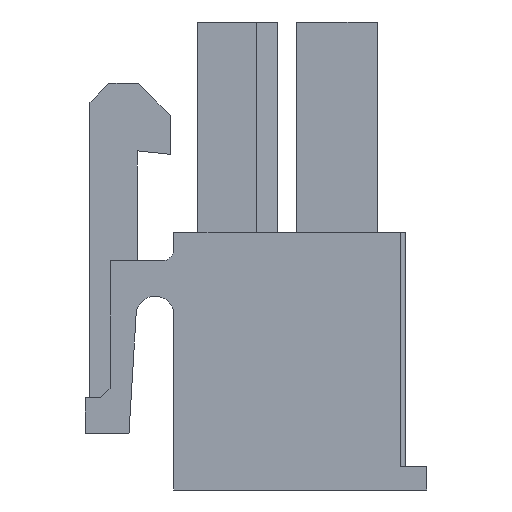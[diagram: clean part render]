
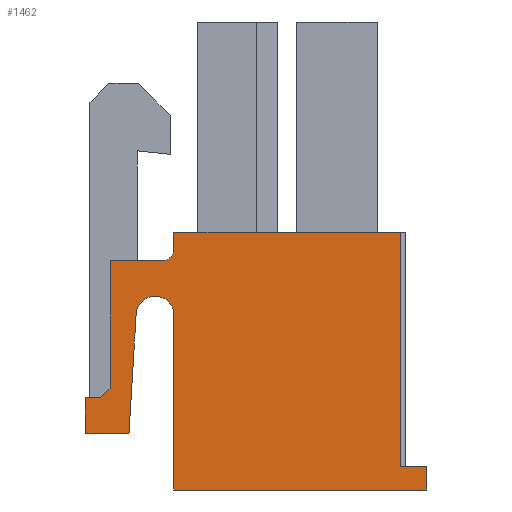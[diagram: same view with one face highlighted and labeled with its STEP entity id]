
A CAD part, left-side view. The second image highlights one B-rep face of the part: STEP entity #1462.
In plain terms, the highlighted planar face has unit normal (-1, 0, 0).
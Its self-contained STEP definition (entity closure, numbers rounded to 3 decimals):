
#6=DIRECTION('',(0.,0.,-1.));
#7=VECTOR('',#6,7.402);
#8=CARTESIAN_POINT('',(-2.7,4.8,7.402));
#9=LINE('3955',#8,#7);
#46=DIRECTION('',(0.,-0.06,0.998));
#47=VECTOR('',#46,5.059);
#48=CARTESIAN_POINT('',(-2.7,6.7,2.4));
#49=LINE('3827',#48,#47);
#50=DIRECTION('',(0.,-1.,0.));
#51=VECTOR('',#50,1.85);
#52=CARTESIAN_POINT('',(-2.7,8.55,2.4));
#53=LINE('3836',#52,#51);
#54=DIRECTION('',(0.,0.,-1.));
#55=VECTOR('',#54,1.5);
#56=CARTESIAN_POINT('',(-2.7,8.55,3.9));
#57=LINE('3820',#56,#55);
#58=DIRECTION('',(0.,0.707,-0.707));
#59=VECTOR('',#58,0.566);
#60=CARTESIAN_POINT('',(-2.7,7.5,4.3));
#61=LINE('3838',#60,#59);
#62=CARTESIAN_POINT('',(-2.7,5.3,10.2));
#63=DIRECTION('',(1.,0.,0.));
#64=DIRECTION('',(0.,-1.,0.));
#65=AXIS2_PLACEMENT_3D('',#62,#63,#64);
#67=DIRECTION('',(0.,0.,-1.));
#68=VECTOR('',#67,0.7);
#69=CARTESIAN_POINT('',(-2.7,4.8,10.9));
#70=LINE('3893',#69,#68);
#71=DIRECTION('',(0.,-1.,0.));
#72=VECTOR('',#71,9.6);
#73=CARTESIAN_POINT('',(-2.7,4.8,10.9));
#74=LINE('3886',#73,#72);
#75=DIRECTION('',(0.,-1.,0.));
#76=VECTOR('',#75,1.1);
#77=CARTESIAN_POINT('',(-2.7,-4.8,1.));
#78=LINE('3884',#77,#76);
#88=CARTESIAN_POINT('',(-2.7,5.598,7.402));
#89=DIRECTION('',(1.,0.,0.));
#90=DIRECTION('',(0.,0.998,0.06));
#91=AXIS2_PLACEMENT_3D('',#88,#89,#90);
#106=DIRECTION('',(0.,-1.,0.));
#107=VECTOR('',#106,2.2);
#108=CARTESIAN_POINT('',(-2.7,7.5,9.7));
#109=LINE('3835',#108,#107);
#118=DIRECTION('',(0.,0.,1.));
#119=VECTOR('',#118,5.4);
#120=CARTESIAN_POINT('',(-2.7,7.5,4.3));
#121=LINE('3839',#120,#119);
#130=DIRECTION('',(0.,-1.,0.));
#131=VECTOR('',#130,0.65);
#132=CARTESIAN_POINT('',(-2.7,8.55,3.9));
#133=LINE('3837',#132,#131);
#267=DIRECTION('',(0.,-1.,0.));
#268=VECTOR('',#267,10.7);
#269=CARTESIAN_POINT('',(-2.7,4.8,0.));
#270=LINE('3951',#269,#268);
#379=DIRECTION('',(0.,0.,-1.));
#380=VECTOR('',#379,1.);
#381=CARTESIAN_POINT('',(-2.7,-5.9,1.));
#382=LINE('3881',#381,#380);
#404=DIRECTION('',(0.,0.,-1.));
#405=VECTOR('',#404,9.9);
#406=CARTESIAN_POINT('',(-2.7,-4.8,10.9));
#407=LINE('3885',#406,#405);
#1214=CARTESIAN_POINT('',(-2.7,8.55,2.4));
#1216=VERTEX_POINT('',#1214);
#1219=CARTESIAN_POINT('',(-2.7,8.55,3.9));
#1220=VERTEX_POINT('',#1219);
#1231=CARTESIAN_POINT('',(-2.7,6.7,2.4));
#1232=VERTEX_POINT('',#1231);
#1233=CARTESIAN_POINT('',(-2.7,6.395,7.45));
#1234=VERTEX_POINT('',#1233);
#1241=CARTESIAN_POINT('',(-2.7,5.3,9.7));
#1242=VERTEX_POINT('',#1241);
#1244=CARTESIAN_POINT('',(-2.7,7.5,9.7));
#1246=VERTEX_POINT('',#1244);
#1247=CARTESIAN_POINT('',(-2.7,7.9,3.9));
#1248=VERTEX_POINT('',#1247);
#1249=CARTESIAN_POINT('',(-2.7,7.5,4.3));
#1250=VERTEX_POINT('',#1249);
#1295=CARTESIAN_POINT('',(-2.7,-5.9,1.));
#1296=CARTESIAN_POINT('',(-2.7,-5.9,0.));
#1297=VERTEX_POINT('',#1295);
#1298=VERTEX_POINT('',#1296);
#1299=CARTESIAN_POINT('',(-2.7,-4.8,1.));
#1300=VERTEX_POINT('',#1299);
#1301=CARTESIAN_POINT('',(-2.7,-4.8,10.9));
#1302=VERTEX_POINT('',#1301);
#1303=CARTESIAN_POINT('',(-2.7,4.8,10.9));
#1304=VERTEX_POINT('',#1303);
#1313=CARTESIAN_POINT('',(-2.7,4.8,10.2));
#1314=VERTEX_POINT('',#1313);
#1315=CARTESIAN_POINT('',(-2.7,4.8,7.402));
#1316=VERTEX_POINT('',#1315);
#1332=CARTESIAN_POINT('',(-2.7,4.8,0.));
#1334=VERTEX_POINT('',#1332);
#1426=CARTESIAN_POINT('',(-2.7,0.,23.7));
#1427=DIRECTION('',(1.,0.,0.));
#1428=DIRECTION('',(0.,0.,-1.));
#1429=AXIS2_PLACEMENT_3D('',#1426,#1427,#1428);
#1430=PLANE('3645',#1429);
#1431=ORIENTED_EDGE('3955',*,*,#1400,.F.);
#1433=ORIENTED_EDGE('3891',*,*,#1432,.F.);
#1435=ORIENTED_EDGE('3827',*,*,#1434,.F.);
#1437=ORIENTED_EDGE('3836',*,*,#1436,.F.);
#1439=ORIENTED_EDGE('3820',*,*,#1438,.F.);
#1441=ORIENTED_EDGE('3837',*,*,#1440,.T.);
#1443=ORIENTED_EDGE('3838',*,*,#1442,.F.);
#1445=ORIENTED_EDGE('3839',*,*,#1444,.T.);
#1447=ORIENTED_EDGE('3835',*,*,#1446,.T.);
#1449=ORIENTED_EDGE('3890',*,*,#1448,.F.);
#1450=ORIENTED_EDGE('3893',*,*,#1415,.F.);
#1451=ORIENTED_EDGE('3886',*,*,#1366,.T.);
#1453=ORIENTED_EDGE('3885',*,*,#1452,.T.);
#1455=ORIENTED_EDGE('3884',*,*,#1454,.T.);
#1457=ORIENTED_EDGE('3881',*,*,#1456,.T.);
#1459=ORIENTED_EDGE('3951',*,*,#1458,.F.);
#1460=EDGE_LOOP('3645',(#1431,#1433,#1435,#1437,#1439,#1441,#1443,#1445,#1447,
#1449,#1450,#1451,#1453,#1455,#1457,#1459));
#1461=FACE_OUTER_BOUND('3645',#1460,.F.);
#1462=ADVANCED_FACE('3645',(#1461),#1430,.F.);
#66=CIRCLE('3890',#65,0.5);
#92=CIRCLE('3891',#91,0.798);
#1366=EDGE_CURVE('3886',#1304,#1302,#74,.T.);
#1400=EDGE_CURVE('3955',#1316,#1334,#9,.T.);
#1415=EDGE_CURVE('3893',#1304,#1314,#70,.T.);
#1432=EDGE_CURVE('3891',#1234,#1316,#92,.T.);
#1434=EDGE_CURVE('3827',#1232,#1234,#49,.T.);
#1436=EDGE_CURVE('3836',#1216,#1232,#53,.T.);
#1438=EDGE_CURVE('3820',#1220,#1216,#57,.T.);
#1440=EDGE_CURVE('3837',#1220,#1248,#133,.T.);
#1442=EDGE_CURVE('3838',#1250,#1248,#61,.T.);
#1444=EDGE_CURVE('3839',#1250,#1246,#121,.T.);
#1446=EDGE_CURVE('3835',#1246,#1242,#109,.T.);
#1448=EDGE_CURVE('3890',#1314,#1242,#66,.T.);
#1452=EDGE_CURVE('3885',#1302,#1300,#407,.T.);
#1454=EDGE_CURVE('3884',#1300,#1297,#78,.T.);
#1456=EDGE_CURVE('3881',#1297,#1298,#382,.T.);
#1458=EDGE_CURVE('3951',#1334,#1298,#270,.T.);
